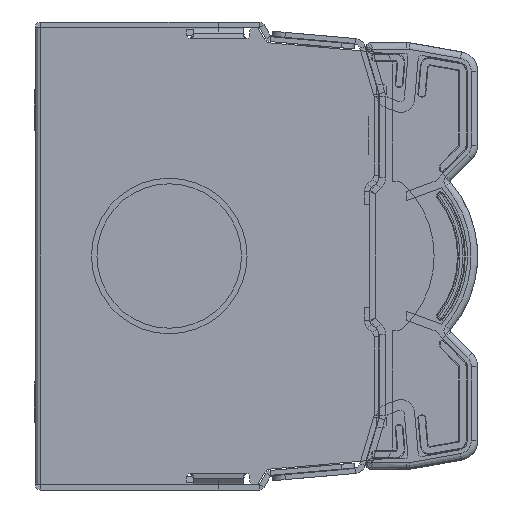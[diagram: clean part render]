
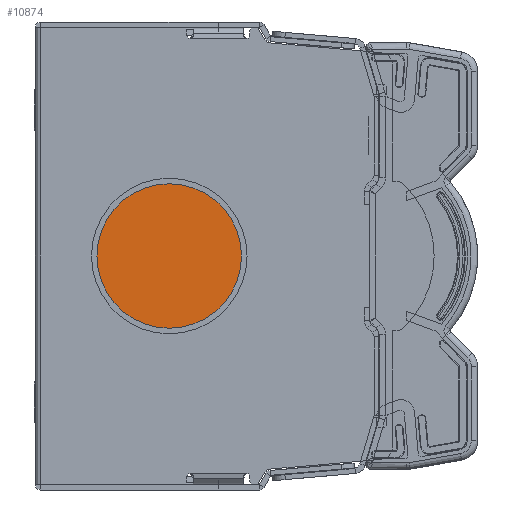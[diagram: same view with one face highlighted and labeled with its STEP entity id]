
A CAD part, left-side view. The second image highlights one B-rep face of the part: STEP entity #10874.
In plain terms, the highlighted planar face has unit normal (-1, 0, 0).
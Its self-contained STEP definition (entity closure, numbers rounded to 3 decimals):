
#3116=CARTESIAN_POINT('',(-609.65,-20.65,0.));
#3117=DIRECTION('',(1.,0.,0.));
#3118=DIRECTION('',(0.,-1.,0.));
#3119=AXIS2_PLACEMENT_3D('',#3116,#3117,#3118);
#3121=CARTESIAN_POINT('',(-609.65,-20.65,0.));
#3122=DIRECTION('',(1.,0.,0.));
#3123=DIRECTION('',(0.,1.,0.));
#3124=AXIS2_PLACEMENT_3D('',#3121,#3122,#3123);
#6000=CARTESIAN_POINT('',(-609.65,-31.765,0.));
#6001=CARTESIAN_POINT('',(-609.65,-9.535,0.));
#6002=VERTEX_POINT('',#6000);
#6003=VERTEX_POINT('',#6001);
#10865=CARTESIAN_POINT('',(-609.65,-20.65,0.));
#10866=DIRECTION('',(1.,0.,0.));
#10867=DIRECTION('',(0.,-1.,0.));
#10868=AXIS2_PLACEMENT_3D('',#10865,#10866,#10867);
#10869=PLANE('',#10868);
#10870=ORIENTED_EDGE('',*,*,#10845,.T.);
#10871=ORIENTED_EDGE('',*,*,#10859,.T.);
#10872=EDGE_LOOP('',(#10870,#10871));
#10873=FACE_OUTER_BOUND('',#10872,.F.);
#10874=ADVANCED_FACE('',(#10873),#10869,.F.);
#3120=CIRCLE('',#3119,11.115);
#3125=CIRCLE('',#3124,11.115);
#10845=EDGE_CURVE('',#6002,#6003,#3120,.T.);
#10859=EDGE_CURVE('',#6003,#6002,#3125,.T.);
